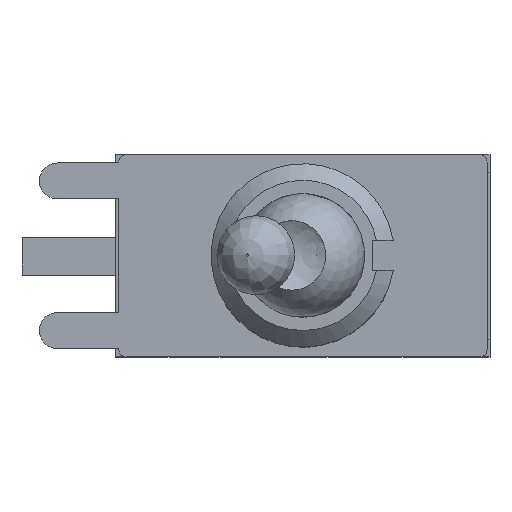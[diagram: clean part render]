
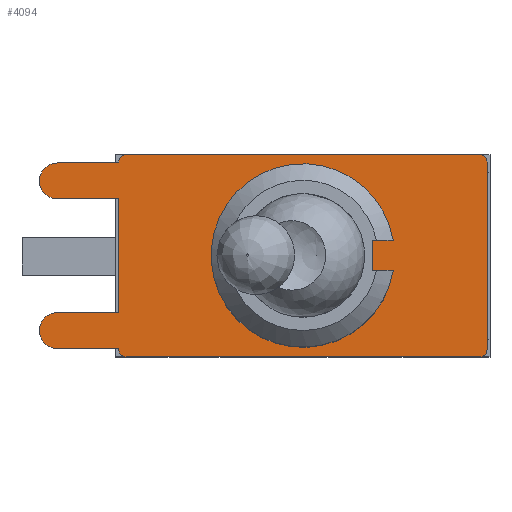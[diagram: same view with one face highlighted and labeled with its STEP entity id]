
A CAD part, top view. The second image highlights one B-rep face of the part: STEP entity #4094.
In plain terms, the highlighted planar face has unit normal (0, 0, 1).
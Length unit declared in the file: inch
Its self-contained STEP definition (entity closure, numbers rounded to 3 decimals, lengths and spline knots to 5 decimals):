
#222=PLANE('',#4460);
#448=FACE_OUTER_BOUND('',#686,.T.);
#686=EDGE_LOOP('',(#3735,#3736,#3737,#3738,#3739,#3740,#3741,#3742,#3743,
#3744,#3745,#3746,#3747,#3748,#3749,#3750));
#1126=LINE('',#6785,#1584);
#1129=LINE('',#6791,#1587);
#1130=LINE('',#6793,#1588);
#1131=LINE('',#6797,#1589);
#1132=LINE('',#6799,#1590);
#1133=LINE('',#6801,#1591);
#1134=LINE('',#6805,#1592);
#1135=LINE('',#6807,#1593);
#1136=LINE('',#6811,#1594);
#1137=LINE('',#6815,#1595);
#1584=VECTOR('',#5558,0.3937);
#1587=VECTOR('',#5563,0.3937);
#1588=VECTOR('',#5564,0.3937);
#1589=VECTOR('',#5567,0.3937);
#1590=VECTOR('',#5568,0.3937);
#1591=VECTOR('',#5569,0.3937);
#1592=VECTOR('',#5572,0.3937);
#1593=VECTOR('',#5573,0.3937);
#1594=VECTOR('',#5576,0.3937);
#1595=VECTOR('',#5579,0.3937);
#1705=CIRCLE('',#4457,0.00984);
#1707=CIRCLE('',#4461,0.02402);
#1708=CIRCLE('',#4462,0.02402);
#1709=CIRCLE('',#4463,0.00984);
#1710=CIRCLE('',#4464,0.00984);
#1711=CIRCLE('',#4465,0.00984);
#2054=VERTEX_POINT('',#6775);
#2055=VERTEX_POINT('',#6776);
#2058=VERTEX_POINT('',#6784);
#2060=VERTEX_POINT('',#6790);
#2061=VERTEX_POINT('',#6792);
#2062=VERTEX_POINT('',#6794);
#2063=VERTEX_POINT('',#6796);
#2064=VERTEX_POINT('',#6798);
#2065=VERTEX_POINT('',#6800);
#2066=VERTEX_POINT('',#6802);
#2067=VERTEX_POINT('',#6804);
#2068=VERTEX_POINT('',#6806);
#2069=VERTEX_POINT('',#6808);
#2070=VERTEX_POINT('',#6810);
#2071=VERTEX_POINT('',#6812);
#2072=VERTEX_POINT('',#6814);
#2617=EDGE_CURVE('',#2054,#2055,#1705,.T.);
#2621=EDGE_CURVE('',#2055,#2058,#1126,.T.);
#2624=EDGE_CURVE('',#2060,#2054,#1129,.T.);
#2625=EDGE_CURVE('',#2061,#2060,#1130,.T.);
#2626=EDGE_CURVE('',#2062,#2061,#1707,.T.);
#2627=EDGE_CURVE('',#2063,#2062,#1131,.T.);
#2628=EDGE_CURVE('',#2064,#2063,#1132,.T.);
#2629=EDGE_CURVE('',#2065,#2064,#1133,.T.);
#2630=EDGE_CURVE('',#2066,#2065,#1708,.T.);
#2631=EDGE_CURVE('',#2067,#2066,#1134,.T.);
#2632=EDGE_CURVE('',#2068,#2067,#1135,.T.);
#2633=EDGE_CURVE('',#2069,#2068,#1709,.T.);
#2634=EDGE_CURVE('',#2070,#2069,#1136,.T.);
#2635=EDGE_CURVE('',#2071,#2070,#1710,.T.);
#2636=EDGE_CURVE('',#2072,#2071,#1137,.T.);
#2637=EDGE_CURVE('',#2058,#2072,#1711,.T.);
#3735=ORIENTED_EDGE('',*,*,#2617,.F.);
#3736=ORIENTED_EDGE('',*,*,#2624,.F.);
#3737=ORIENTED_EDGE('',*,*,#2625,.F.);
#3738=ORIENTED_EDGE('',*,*,#2626,.F.);
#3739=ORIENTED_EDGE('',*,*,#2627,.F.);
#3740=ORIENTED_EDGE('',*,*,#2628,.F.);
#3741=ORIENTED_EDGE('',*,*,#2629,.F.);
#3742=ORIENTED_EDGE('',*,*,#2630,.F.);
#3743=ORIENTED_EDGE('',*,*,#2631,.F.);
#3744=ORIENTED_EDGE('',*,*,#2632,.F.);
#3745=ORIENTED_EDGE('',*,*,#2633,.F.);
#3746=ORIENTED_EDGE('',*,*,#2634,.F.);
#3747=ORIENTED_EDGE('',*,*,#2635,.F.);
#3748=ORIENTED_EDGE('',*,*,#2636,.F.);
#3749=ORIENTED_EDGE('',*,*,#2637,.F.);
#3750=ORIENTED_EDGE('',*,*,#2621,.F.);
#4094=ADVANCED_FACE('',(#448),#222,.T.);
#4457=AXIS2_PLACEMENT_3D('',#6777,#5550,#5551);
#4460=AXIS2_PLACEMENT_3D('',#6789,#5561,#5562);
#4461=AXIS2_PLACEMENT_3D('',#6795,#5565,#5566);
#4462=AXIS2_PLACEMENT_3D('',#6803,#5570,#5571);
#4463=AXIS2_PLACEMENT_3D('',#6809,#5574,#5575);
#4464=AXIS2_PLACEMENT_3D('',#6813,#5577,#5578);
#4465=AXIS2_PLACEMENT_3D('',#6816,#5580,#5581);
#5550=DIRECTION('center_axis',(0.,0.,
-1.));
#5551=DIRECTION('ref_axis',(-0.707,0.707,0.));
#5558=DIRECTION('',(1.,0.,0.));
#5561=DIRECTION('center_axis',(0.,0.,
1.));
#5562=DIRECTION('ref_axis',(-1.,0.,0.));
#5563=DIRECTION('',(0.,1.,0.));
#5564=DIRECTION('',(1.,0.,0.));
#5565=DIRECTION('center_axis',(0.,0.,
-1.));
#5566=DIRECTION('ref_axis',(0.,1.,0.));
#5567=DIRECTION('',(-1.,0.,0.));
#5568=DIRECTION('',(0.,1.,0.));
#5569=DIRECTION('',(1.,0.,0.));
#5570=DIRECTION('center_axis',(0.,0.,
-1.));
#5571=DIRECTION('ref_axis',(0.,1.,0.));
#5572=DIRECTION('',(-1.,0.,0.));
#5573=DIRECTION('',(0.,1.,0.));
#5574=DIRECTION('center_axis',(0.,0.,
-1.));
#5575=DIRECTION('ref_axis',(-0.707,-0.707,0.));
#5576=DIRECTION('',(-1.,0.,0.));
#5577=DIRECTION('center_axis',(0.,0.,
-1.));
#5578=DIRECTION('ref_axis',(0.707,-0.707,0.));
#5579=DIRECTION('',(0.,-1.,0.));
#5580=DIRECTION('center_axis',(0.,0.,
-1.));
#5581=DIRECTION('ref_axis',(0.707,0.707,0.));
#6775=CARTESIAN_POINT('',(-0.24606,0.1252,0.36969));
#6776=CARTESIAN_POINT('',(-0.23622,0.13504,0.36969));
#6777=CARTESIAN_POINT('Origin',(-0.23622,0.1252,0.36969));
#6784=CARTESIAN_POINT('',(0.23622,0.13504,0.36969));
#6785=CARTESIAN_POINT('',(0.24606,0.13504,0.36969));
#6789=CARTESIAN_POINT('Origin',(-0.06395,0.,
0.36969));
#6790=CARTESIAN_POINT('',(-0.24606,0.12402,0.36969));
#6791=CARTESIAN_POINT('',(-0.24606,0.13504,0.36969));
#6792=CARTESIAN_POINT('',(-0.32795,0.12402,0.36969));
#6793=CARTESIAN_POINT('',(-0.24606,0.12402,0.36969));
#6794=CARTESIAN_POINT('',(-0.32795,0.07598,0.36969));
#6795=CARTESIAN_POINT('Origin',(-0.32795,0.1,0.36969));
#6796=CARTESIAN_POINT('',(-0.24606,0.07598,0.36969));
#6797=CARTESIAN_POINT('',(-0.32795,0.07598,0.36969));
#6798=CARTESIAN_POINT('',(-0.24606,-0.07598,0.36969));
#6799=CARTESIAN_POINT('',(-0.24606,0.07598,0.36969));
#6800=CARTESIAN_POINT('',(-0.32795,-0.07598,0.36969));
#6801=CARTESIAN_POINT('',(-0.24606,-0.07598,0.36969));
#6802=CARTESIAN_POINT('',(-0.32795,-0.12402,0.36969));
#6803=CARTESIAN_POINT('Origin',(-0.32795,-0.1,0.36969));
#6804=CARTESIAN_POINT('',(-0.24606,-0.12402,0.36969));
#6805=CARTESIAN_POINT('',(-0.32795,-0.12402,0.36969));
#6806=CARTESIAN_POINT('',(-0.24606,-0.1252,0.36969));
#6807=CARTESIAN_POINT('',(-0.24606,-0.12402,0.36969));
#6808=CARTESIAN_POINT('',(-0.23622,-0.13504,0.36969));
#6809=CARTESIAN_POINT('Origin',(-0.23622,-0.1252,0.36969));
#6810=CARTESIAN_POINT('',(0.23622,-0.13504,0.36969));
#6811=CARTESIAN_POINT('',(-0.24606,-0.13504,0.36969));
#6812=CARTESIAN_POINT('',(0.24606,-0.1252,0.36969));
#6813=CARTESIAN_POINT('Origin',(0.23622,-0.1252,0.36969));
#6814=CARTESIAN_POINT('',(0.24606,0.1252,0.36969));
#6815=CARTESIAN_POINT('',(0.24606,-0.13504,0.36969));
#6816=CARTESIAN_POINT('Origin',(0.23622,0.1252,0.36969));
